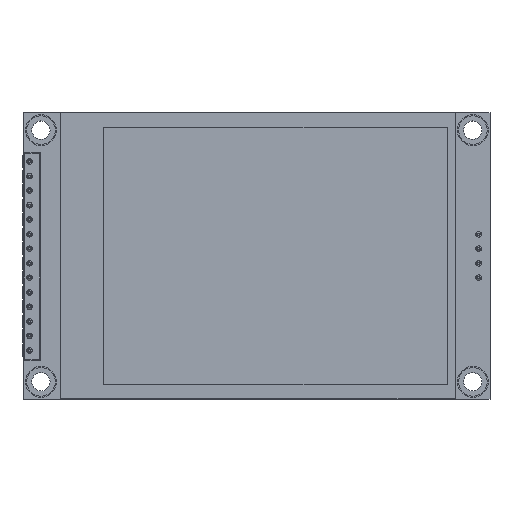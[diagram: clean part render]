
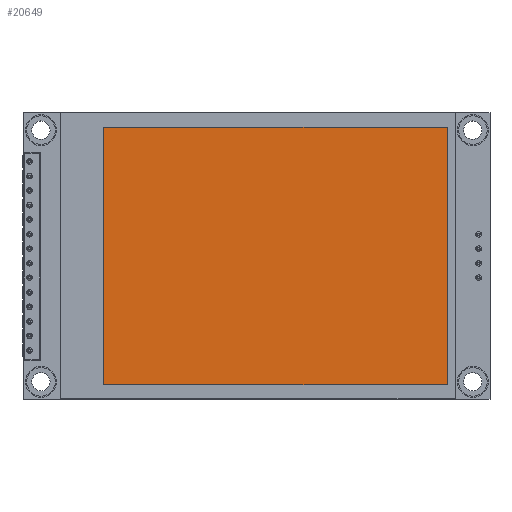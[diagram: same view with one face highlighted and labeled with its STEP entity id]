
A CAD part, top view. The second image highlights one B-rep face of the part: STEP entity #20649.
In plain terms, the highlighted planar face has unit normal (0, 0, 1).
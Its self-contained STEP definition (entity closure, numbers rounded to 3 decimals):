
#714=FACE_OUTER_BOUND('',#1834,.T.);
#1834=EDGE_LOOP('',(#13920,#13921,#13922,#13923));
#3018=LINE('',#28068,#5786);
#3021=LINE('',#28074,#5789);
#3024=LINE('',#28080,#5792);
#3027=LINE('',#28084,#5795);
#5786=VECTOR('',#23222,10.);
#5789=VECTOR('',#23227,10.);
#5792=VECTOR('',#23232,10.);
#5795=VECTOR('',#23237,10.);
#8516=VERTEX_POINT('',#28065);
#8517=VERTEX_POINT('',#28067);
#8519=VERTEX_POINT('',#28073);
#8521=VERTEX_POINT('',#28079);
#10626=EDGE_CURVE('',#8517,#8516,#3018,.T.);
#10629=EDGE_CURVE('',#8519,#8517,#3021,.T.);
#10632=EDGE_CURVE('',#8521,#8519,#3024,.T.);
#10635=EDGE_CURVE('',#8516,#8521,#3027,.T.);
#13920=ORIENTED_EDGE('',*,*,#10635,.T.);
#13921=ORIENTED_EDGE('',*,*,#10632,.T.);
#13922=ORIENTED_EDGE('',*,*,#10629,.T.);
#13923=ORIENTED_EDGE('',*,*,#10626,.T.);
#19620=PLANE('',#21831);
#20649=ADVANCED_FACE('',(#714),#19620,.T.);
#21831=AXIS2_PLACEMENT_3D('',#28085,#23238,#23239);
#23222=DIRECTION('',(0.,-1.,0.));
#23227=DIRECTION('',(-1.,0.,0.));
#23232=DIRECTION('',(0.,1.,0.));
#23237=DIRECTION('',(1.,0.,0.));
#23238=DIRECTION('center_axis',(0.,0.,1.));
#23239=DIRECTION('ref_axis',(1.,0.,0.));
#28065=CARTESIAN_POINT('',(-26.73,-23.85,3.8));
#28067=CARTESIAN_POINT('',(-26.73,21.15,3.8));
#28068=CARTESIAN_POINT('',(-26.73,-23.85,3.8));
#28073=CARTESIAN_POINT('',(33.27,21.15,3.8));
#28074=CARTESIAN_POINT('',(-26.73,21.15,3.8));
#28079=CARTESIAN_POINT('',(33.27,-23.85,3.8));
#28080=CARTESIAN_POINT('',(33.27,21.15,3.8));
#28084=CARTESIAN_POINT('',(33.27,-23.85,3.8));
#28085=CARTESIAN_POINT('Origin',(3.27,-1.35,3.8));
